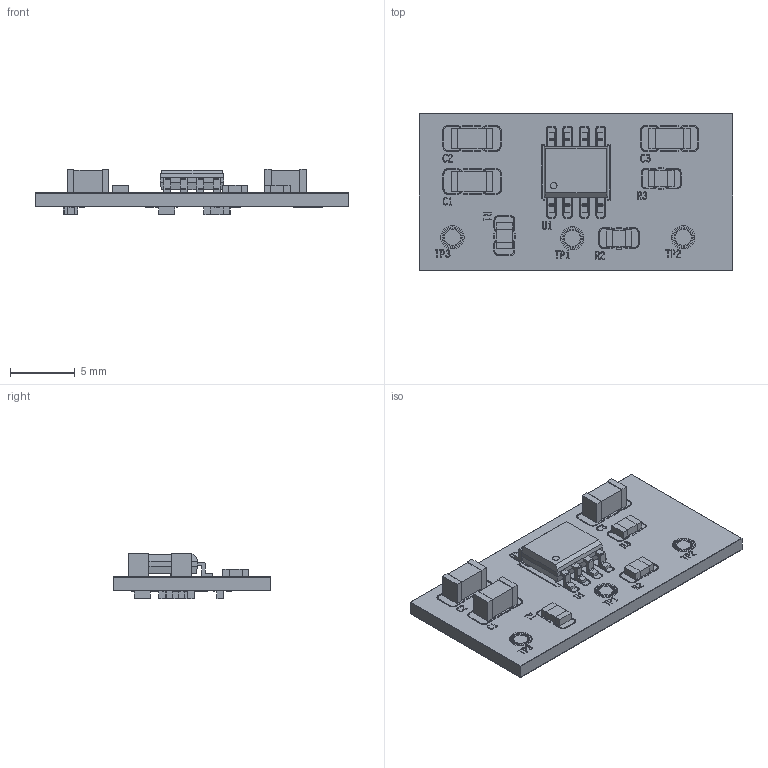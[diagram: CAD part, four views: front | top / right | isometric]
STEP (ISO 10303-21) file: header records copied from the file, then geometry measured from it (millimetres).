
FILE_DESCRIPTION(('STEP AP214'),'1');
FILE_NAME('pcb.stp','2024-11-13T15:16:27',(' '),(' '),'Spatial InterOp 3D',' ',' ');
FILE_SCHEMA(('AUTOMOTIVE_DESIGN { 1 0 10303 214 1 1 1 1 }'));
Length unit declared in the file: millimetre
Products named in the file (109): U1; SOIC127P600X175-8A2N.stp; ComponentsTop; R3; RESC2012X60A2N.stp; R2; R1; C3; CAPC3216X180B2N.stp; C2; C1; Components; R4; ComponentsBottom; R5; R6; C4; CAPC1005X60A2N.stp; C5; C6; test; PlaceBoundTop; PlaceBound_TP3; PlaceBound_TP2; PlaceBound_TP1; PlaceBound; PlaceBoundBottom; PlaceBound_TP4; PlaceBound_TP5; SILKSCREEN_TOP_Model_16(2); SILKSCREEN_TOP_Model_16_Inst; SILKSCREEN_TOP (40 bodies); SILKSCREEN_TOP_Model_15_Inst; SILKSCREEN_TOP_Model_14(3); SILKSCREEN_TOP_Model_14_Inst; SILKSCREEN_TOP_Model_13(3); SILKSCREEN_TOP_Model_13_Inst; SILKSCREEN_TOP_Model_12(3); SILKSCREEN_TOP_Model_12_Inst; SILKSCREEN_TOP_Model_11(3) ...
Assembly tree (185 placements, depth 5):
  test
    Components
      ComponentsTop
        U1
          SOIC127P600X175-8A2N.stp
        R3
          RESC2012X60A2N.stp
        R2
          RESC2012X60A2N.stp
        R1
          RESC2012X60A2N.stp
        C3
          CAPC3216X180B2N.stp
        C2
          CAPC3216X180B2N.stp
        C1
          CAPC3216X180B2N.stp
      ComponentsBottom
        R4
          RESC2012X60A2N.stp
        R5
          RESC2012X60A2N.stp
        R6
          RESC2012X60A2N.stp
        C4
          CAPC1005X60A2N.stp
        C5
          CAPC1005X60A2N.stp
        C6
          CAPC1005X60A2N.stp
    PlaceBound
      PlaceBoundTop
        PlaceBound_TP3
        PlaceBound_TP2
        PlaceBound_TP1
      PlaceBoundBottom
        PlaceBound_TP4
        PlaceBound_TP5
    SILKSCREEN_TOP (40 bodies)
      SILKSCREEN_TOP_Model_16(2)
        SILKSCREEN_TOP_Model_16_Inst  x2
      SILKSCREEN_TOP_Model_15_Inst
      SILKSCREEN_TOP_Model_14(3)
        SILKSCREEN_TOP_Model_14_Inst  x3
      SILKSCREEN_TOP_Model_13(3)
        SILKSCREEN_TOP_Model_13_Inst  x3
      SILKSCREEN_TOP_Model_12(3)
        SILKSCREEN_TOP_Model_12_Inst  x3
      SILKSCREEN_TOP_Model_11(3)
        SILKSCREEN_TOP_Model_11_Inst  x3
      SILKSCREEN_TOP_Model_10(3)
        SILKSCREEN_TOP_Model_10_Inst  x3
      SILKSCREEN_TOP_Model_9_Inst
      SILKSCREEN_TOP_Model_8(3)
        SILKSCREEN_TOP_Model_8_Inst  x3
      SILKSCREEN_TOP_Model_7_Inst
      SILKSCREEN_TOP_Model_6_Inst
      SILKSCREEN_TOP_Model_5_Inst
      SILKSCREEN_TOP_Model_4(3)
        SILKSCREEN_TOP_Model_4_Inst  x3
Bounding box: 24.13 x 12.06 x 3.48 mm (x, y, z)
Volume: 385 mm3; surface area: 2075.2 mm2
Topology: 130 solids, 130 shells, 2865 faces, 7708 edges, 5136 vertices
Faces by surface type: plane 1735, cylinder 1130
Entity records: 54124 total; most frequent: DIRECTION 9027, CARTESIAN_POINT 8800, ORIENTED_EDGE 8438, EDGE_CURVE 4219, AXIS2_PLACEMENT_3D 3037, LINE 2953, VECTOR 2953, VERTEX_POINT 2810
